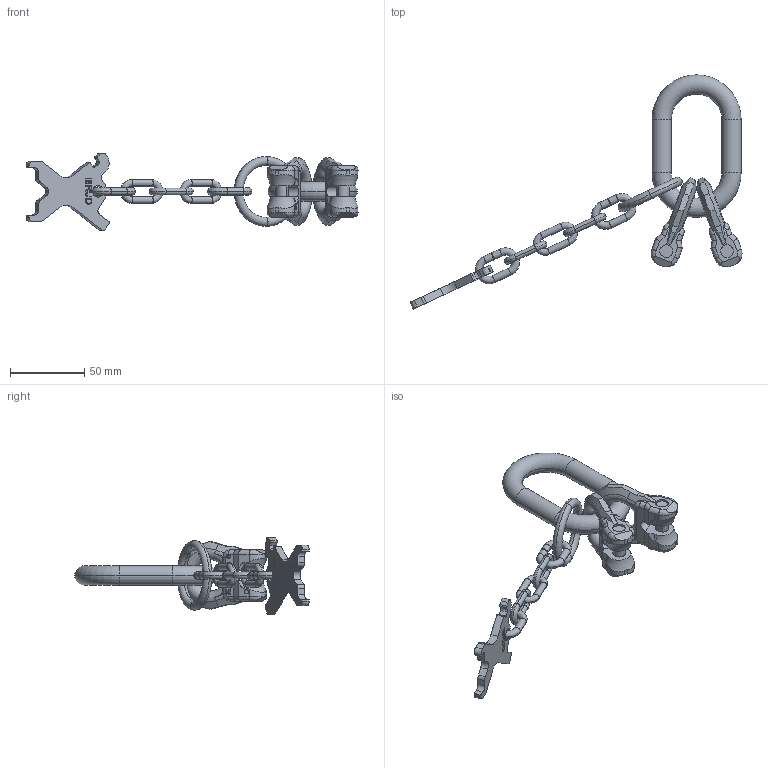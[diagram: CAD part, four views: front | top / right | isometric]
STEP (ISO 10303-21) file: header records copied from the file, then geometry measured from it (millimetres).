
FILE_DESCRIPTION((''),'2;1');
FILE_NAME('001-M34553-P-1_ASM','2014-01-09T',('Andreas.Wendler'),(''),'PRO/ENGINEER BY PARAMETRIC TECHNOLOGY CORPORATION, 2010140','PRO/ENGINEER BY PARAMETRIC TECHNOLOGY CORPORATION, 2010140','');
FILE_SCHEMA(('CONFIG_CONTROL_DESIGN'));
Length unit declared in the file: millimetre
Products named in the file (8): 001-M34546-P-1; 001-M34511-P-1; 001-M31128-V01; 001-M31129-P-3; 001-M33743-001; 001-M31130-003_ASM; 001-M33457-P-1; 001-M34553-P-1_ASM
Assembly tree (11 placements, depth 3):
  001-M34553-P-1_ASM
    001-M34546-P-1
    001-M34511-P-1  x2
    001-M31128-V01
    001-M31129-P-3  x2
    001-M31130-003_ASM
      001-M33743-001  x3
    001-M33457-P-1
Bounding box: 223.49 x 157.73 x 52.27 mm (x, y, z)
Volume: 84786 mm3; surface area: 33736.4 mm2
Topology: 10 solids, 10 shells, 1338 faces, 3705 edges, 2436 vertices
Faces by surface type: plane 1096, cylinder 178, torus 44, bspline 16, cone 4
Entity records: 31640 total; most frequent: CARTESIAN_POINT 6148, ORIENTED_EDGE 5462, DIRECTION 4914, EDGE_CURVE 2731, VECTOR 2404, LINE 2404, VERTEX_POINT 1803, AXIS2_PLACEMENT_3D 1255
